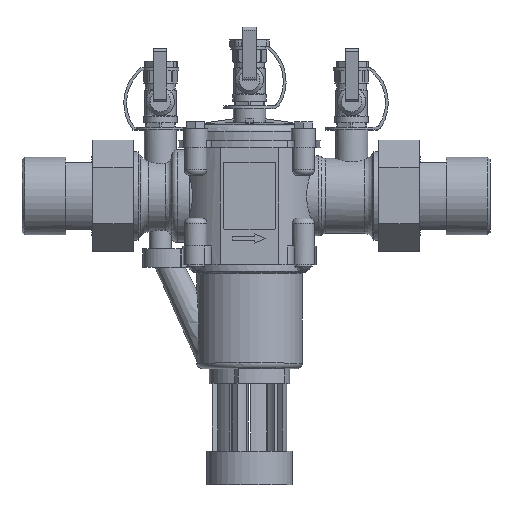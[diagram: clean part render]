
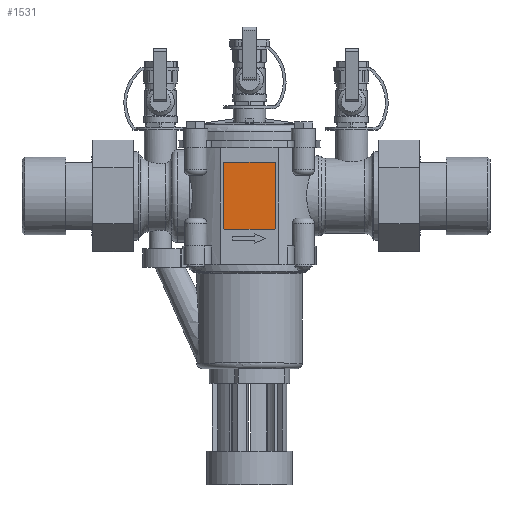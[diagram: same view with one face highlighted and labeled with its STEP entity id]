
A CAD part, top view. The second image highlights one B-rep face of the part: STEP entity #1531.
In plain terms, the highlighted planar face has unit normal (0, 0, 1).
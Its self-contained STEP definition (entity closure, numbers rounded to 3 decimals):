
#1531 = ADVANCED_FACE( '', ( #3400 ), #3401, .T. );
#3400 = FACE_OUTER_BOUND( '', #5632, .T. );
#3401 = PLANE( '', #5633 );
#5632 = EDGE_LOOP( '', ( #10287, #10288, #10289, #10290, #10291, #10292, #10293, #10294 ) );
#5633 = AXIS2_PLACEMENT_3D( '', #10295, #10296, #10297 );
#10287 = ORIENTED_EDGE( '', *, *, #13188, .T. );
#10288 = ORIENTED_EDGE( '', *, *, #13922, .T. );
#10289 = ORIENTED_EDGE( '', *, *, #14438, .T. );
#10290 = ORIENTED_EDGE( '', *, *, #14439, .T. );
#10291 = ORIENTED_EDGE( '', *, *, #13468, .T. );
#10292 = ORIENTED_EDGE( '', *, *, #13940, .T. );
#10293 = ORIENTED_EDGE( '', *, *, #12981, .T. );
#10294 = ORIENTED_EDGE( '', *, *, #14440, .T. );
#10295 = CARTESIAN_POINT( '', ( -13.25, -17., 34.5 ) );
#10296 = DIRECTION( '', ( 0., 0., 1. ) );
#10297 = DIRECTION( '', ( 1., 0., 0. ) );
#12981 = EDGE_CURVE( '', #15658, #15663, #15665, .T. );
#13188 = EDGE_CURVE( '', #16011, #16016, #16018, .T. );
#13468 = EDGE_CURVE( '', #16471, #16476, #16478, .T. );
#13922 = EDGE_CURVE( '', #16016, #17167, #17169, .T. );
#13940 = EDGE_CURVE( '', #16476, #15658, #17192, .T. );
#14438 = EDGE_CURVE( '', #17167, #17876, #17877, .T. );
#14439 = EDGE_CURVE( '', #17876, #16471, #17878, .T. );
#14440 = EDGE_CURVE( '', #15663, #16011, #17879, .T. );
#15658 = VERTEX_POINT( '', #19728 );
#15663 = VERTEX_POINT( '', #19735 );
#15665 = LINE( '', #19738, #19739 );
#16011 = VERTEX_POINT( '', #20371 );
#16016 = VERTEX_POINT( '', #20378 );
#16018 = LINE( '', #20381, #20382 );
#16471 = VERTEX_POINT( '', #21170 );
#16476 = VERTEX_POINT( '', #21177 );
#16478 = LINE( '', #21180, #21181 );
#17167 = VERTEX_POINT( '', #22365 );
#17169 = CIRCLE( '', #22368, 1. );
#17192 = CIRCLE( '', #22404, 1. );
#17876 = VERTEX_POINT( '', #23515 );
#17877 = LINE( '', #23516, #23517 );
#17878 = CIRCLE( '', #23518, 1. );
#17879 = CIRCLE( '', #23519, 1. );
#19728 = CARTESIAN_POINT( '', ( 13.25, 18., 34.5 ) );
#19735 = CARTESIAN_POINT( '', ( -13.25, 18., 34.5 ) );
#19738 = CARTESIAN_POINT( '', ( 13.25, 18., 34.5 ) );
#19739 = VECTOR( '', #25081, 1000. );
#20371 = CARTESIAN_POINT( '', ( -14.25, 17., 34.5 ) );
#20378 = CARTESIAN_POINT( '', ( -14.25, -17., 34.5 ) );
#20381 = CARTESIAN_POINT( '', ( -14.25, 17., 34.5 ) );
#20382 = VECTOR( '', #25314, 1000. );
#21170 = CARTESIAN_POINT( '', ( 14.25, -17., 34.5 ) );
#21177 = CARTESIAN_POINT( '', ( 14.25, 17., 34.5 ) );
#21180 = CARTESIAN_POINT( '', ( 14.25, -17., 34.5 ) );
#21181 = VECTOR( '', #25716, 1000. );
#22365 = CARTESIAN_POINT( '', ( -13.25, -18., 34.5 ) );
#22368 = AXIS2_PLACEMENT_3D( '', #26292, #26293, #26294 );
#22404 = AXIS2_PLACEMENT_3D( '', #26312, #26313, #26314 );
#23515 = CARTESIAN_POINT( '', ( 13.25, -18., 34.5 ) );
#23516 = CARTESIAN_POINT( '', ( -13.25, -18., 34.5 ) );
#23517 = VECTOR( '', #26858, 1000. );
#23518 = AXIS2_PLACEMENT_3D( '', #26859, #26860, #26861 );
#23519 = AXIS2_PLACEMENT_3D( '', #26862, #26863, #26864 );
#25081 = DIRECTION( '', ( -1., 0., 0. ) );
#25314 = DIRECTION( '', ( 0., -1., 0. ) );
#25716 = DIRECTION( '', ( 0., 1., 0. ) );
#26292 = CARTESIAN_POINT( '', ( -13.25, -17., 34.5 ) );
#26293 = DIRECTION( '', ( 0., 0., 1. ) );
#26294 = DIRECTION( '', ( 1., 0., 0. ) );
#26312 = CARTESIAN_POINT( '', ( 13.25, 17., 34.5 ) );
#26313 = DIRECTION( '', ( 0., 0., 1. ) );
#26314 = DIRECTION( '', ( 1., 0., 0. ) );
#26858 = DIRECTION( '', ( 1., 0., 0. ) );
#26859 = CARTESIAN_POINT( '', ( 13.25, -17., 34.5 ) );
#26860 = DIRECTION( '', ( 0., 0., 1. ) );
#26861 = DIRECTION( '', ( 1., 0., 0. ) );
#26862 = CARTESIAN_POINT( '', ( -13.25, 17., 34.5 ) );
#26863 = DIRECTION( '', ( 0., 0., 1. ) );
#26864 = DIRECTION( '', ( 1., 0., 0. ) );
